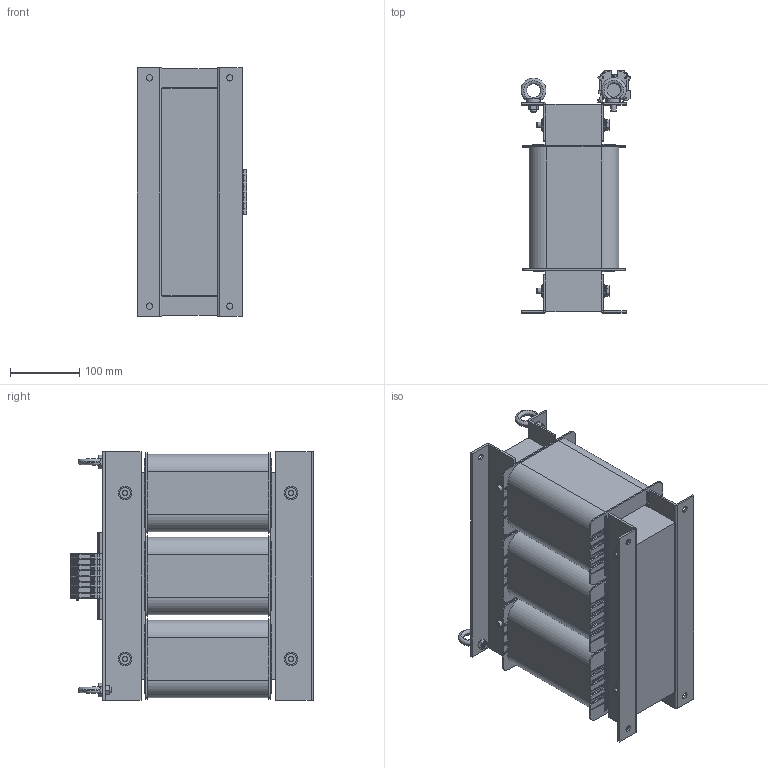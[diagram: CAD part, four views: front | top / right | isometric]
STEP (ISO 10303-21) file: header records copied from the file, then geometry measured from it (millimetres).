
FILE_DESCRIPTION(/* description */ (''),/* implementation_level */ '2;1');
FILE_NAME(/* name */ 'YL003105460.stp',/* time_stamp */ '2023-10-19T10:17:56+02:00',/* author */ ('velazquez'),/* organization */ (''),/* preprocessor_version */ 'ST-DEVELOPER v19.2',/* originating_system */ 'Autodesk Inventor 2023',/* authorisation */ '');
FILE_SCHEMA (('AUTOMOTIVE_DESIGN { 1 0 10303 214 3 1 1 }'));
Length unit declared in the file: millimetre
Products named in the file (13): YL003105460; UI 180 - 80 (300x300); UI 180_80_BOBINADO; RC60 NT060; centrador M8; DIN 125 - A 8,4; DIN 933 - M8  x 100; DIN 934 - M8; DIN 580 - M8; carril 5 agujeros; FICHA 10; FICHA 10 AM_VE; FICHA 10 AZUL
Assembly tree (40 placements, depth 2):
  YL003105460
    UI 180 - 80 (300x300)
    UI 180_80_BOBINADO  x3
    RC60 NT060  x4
    centrador M8  x8
    DIN 125 - A 8,4  x8
    DIN 933 - M8  x 100  x4
    DIN 580 - M8  x2
    DIN 934 - M8
    carril 5 agujeros
    FICHA 10  x6
    FICHA 10 AM_VE
    FICHA 10 AZUL
Bounding box: 158.92 x 350.5 x 360 mm (x, y, z)
Volume: 10568441.7 mm3; surface area: 1489990.5 mm2
Topology: 40 solids, 49 shells, 3319 faces, 9026 edges, 5893 vertices
Faces by surface type: plane 2358, cylinder 793, cone 90, torus 70, bspline 8
Full cylindrical faces by diameter (mm): 2.4 x16, 2.5 x16, 2.75 x16, 5.7 x16, 6.647 x1, 7 x2, 7.323 x4, 8 x14, 8.4 x8, 9 x8, 9.6 x8, 10.5 x8, 11 x4, 11.4 x4, 16 x8, 19 x8
Entity records: 40390 total; most frequent: CARTESIAN_POINT 7380, ORIENTED_EDGE 6720, DIRECTION 6553, EDGE_CURVE 3360, LINE 2625, VECTOR 2625, VERTEX_POINT 2197, AXIS2_PLACEMENT_3D 1964
